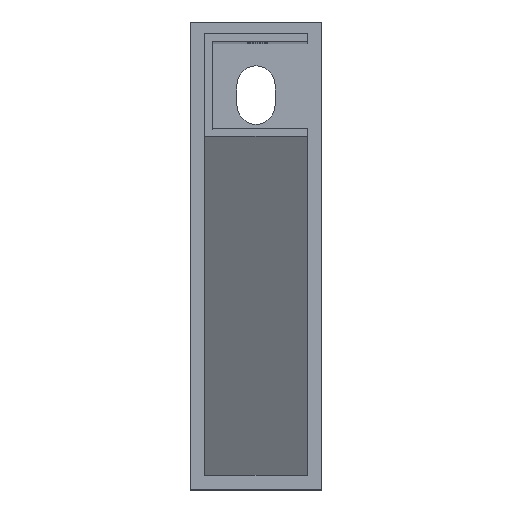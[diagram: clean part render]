
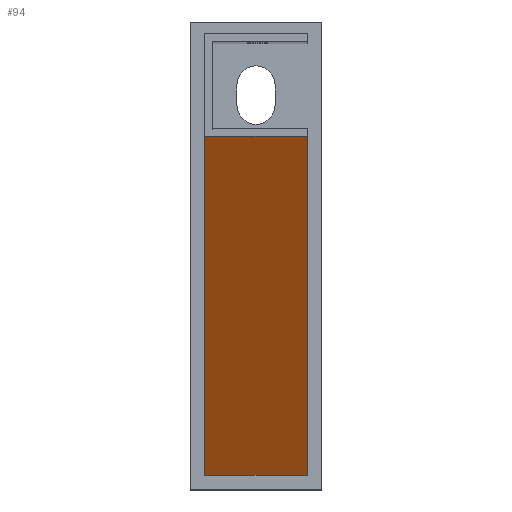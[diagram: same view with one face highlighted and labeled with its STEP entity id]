
A CAD part, top view. The second image highlights one B-rep face of the part: STEP entity #94.
In plain terms, the highlighted planar face has unit normal (0, -0.977, 0.212).
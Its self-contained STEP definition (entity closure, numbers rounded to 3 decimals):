
#18 = DIRECTION ( 'NONE',  ( 0., -0.977, 0.212 ) ) ;
#40 = PLANE ( 'NONE',  #2573 ) ;
#90 = EDGE_CURVE ( 'NONE', #770, #468, #2364, .T. ) ;
#94 = ADVANCED_FACE ( 'NONE', ( #2862 ), #40, .T. ) ;
#242 = DIRECTION ( 'NONE',  ( 1., 0., 0. ) ) ;
#263 = CARTESIAN_POINT ( 'NONE',  ( 5., 5., 6. ) ) ;
#312 = VECTOR ( 'NONE', #2659, 1000. ) ;
#430 = EDGE_CURVE ( 'NONE', #3330, #468, #2373, .T. ) ;
#468 = VERTEX_POINT ( 'NONE', #2857 ) ;
#519 = DIRECTION ( 'NONE',  ( 0., -0.212, -0.977 ) ) ;
#692 = EDGE_CURVE ( 'NONE', #947, #3330, #1191, .T. ) ;
#770 = VERTEX_POINT ( 'NONE', #1088 ) ;
#947 = VERTEX_POINT ( 'NONE', #2709 ) ;
#1015 = CARTESIAN_POINT ( 'NONE',  ( 0., 3.532, -0.766 ) ) ;
#1016 = ORIENTED_EDGE ( 'NONE', *, *, #430, .F. ) ;
#1054 = ORIENTED_EDGE ( 'NONE', *, *, #2827, .T. ) ;
#1088 = CARTESIAN_POINT ( 'NONE',  ( 5., 5., 6. ) ) ;
#1191 = LINE ( 'NONE', #2485, #1380 ) ;
#1380 = VECTOR ( 'NONE', #1734, 1000. ) ;
#1465 = EDGE_LOOP ( 'NONE', ( #1054, #1553, #1016, #1767 ) ) ;
#1505 = DIRECTION ( 'NONE',  ( 0., -0.212, -0.977 ) ) ;
#1521 = CARTESIAN_POINT ( 'NONE',  ( 5., 120., 536. ) ) ;
#1553 = ORIENTED_EDGE ( 'NONE', *, *, #90, .T. ) ;
#1734 = DIRECTION ( 'NONE',  ( 1., 0., 0. ) ) ;
#1767 = ORIENTED_EDGE ( 'NONE', *, *, #692, .F. ) ;
#1890 = CARTESIAN_POINT ( 'NONE',  ( 40., 120., 536. ) ) ;
#2122 = VECTOR ( 'NONE', #1505, 1000. ) ;
#2364 = LINE ( 'NONE', #263, #3218 ) ;
#2373 = LINE ( 'NONE', #1890, #312 ) ;
#2485 = CARTESIAN_POINT ( 'NONE',  ( 40., 120., 536. ) ) ;
#2573 = AXIS2_PLACEMENT_3D ( 'NONE', #1015, #18, #519 ) ;
#2659 = DIRECTION ( 'NONE',  ( 0., -0.212, -0.977 ) ) ;
#2709 = CARTESIAN_POINT ( 'NONE',  ( 5., 120., 536. ) ) ;
#2827 = EDGE_CURVE ( 'NONE', #947, #770, #2847, .T. ) ;
#2847 = LINE ( 'NONE', #1521, #2122 ) ;
#2854 = CARTESIAN_POINT ( 'NONE',  ( 40., 120., 536. ) ) ;
#2857 = CARTESIAN_POINT ( 'NONE',  ( 40., 5., 6. ) ) ;
#2862 = FACE_OUTER_BOUND ( 'NONE', #1465, .T. ) ;
#3218 = VECTOR ( 'NONE', #242, 1000. ) ;
#3330 = VERTEX_POINT ( 'NONE', #2854 ) ;
